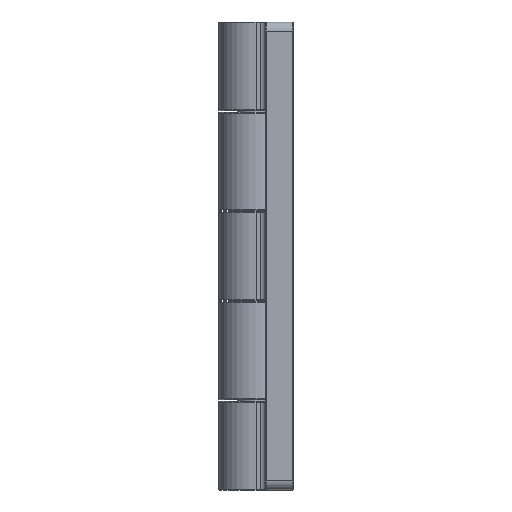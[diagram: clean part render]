
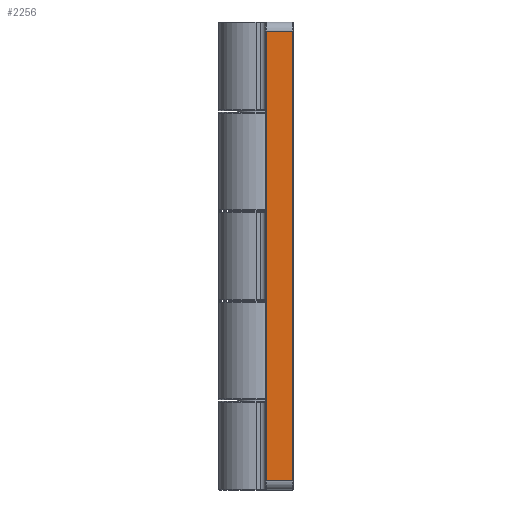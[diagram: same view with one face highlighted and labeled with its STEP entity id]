
A CAD part, left-side view. The second image highlights one B-rep face of the part: STEP entity #2256.
In plain terms, the highlighted planar face has unit normal (-1, 0, 0).
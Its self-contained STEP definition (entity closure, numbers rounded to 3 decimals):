
#2136 = VERTEX_POINT ( 'NONE', #13074 ) ;
#2175 = EDGE_CURVE ( 'NONE', #2186, #2261, #13128, .T. ) ;
#2176 = ORIENTED_EDGE ( 'NONE', *, *, #2175, .T. ) ;
#2177 = EDGE_CURVE ( 'NONE', #2261, #2136, #13126, .T. ) ;
#2183 = ORIENTED_EDGE ( 'NONE', *, *, #2259, .T. ) ;
#2186 = VERTEX_POINT ( 'NONE', #13181 ) ;
#2188 = VERTEX_POINT ( 'NONE', #13182 ) ;
#2190 = EDGE_LOOP ( 'NONE', ( #2183, #2257, #2176, #2255 ) ) ;
#2255 = ORIENTED_EDGE ( 'NONE', *, *, #2177, .T. ) ;
#2256 = ADVANCED_FACE ( 'NONE', ( #13305 ), #13310, .F. ) ;
#2257 = ORIENTED_EDGE ( 'NONE', *, *, #2258, .T. ) ;
#2258 = EDGE_CURVE ( 'NONE', #2188, #2186, #13296, .T. ) ;
#2259 = EDGE_CURVE ( 'NONE', #2136, #2188, #13299, .T. ) ;
#2261 = VERTEX_POINT ( 'NONE', #13300 ) ;
#13074 = CARTESIAN_POINT ( 'NONE',  ( -50., 5.8, 2. ) ) ;
#13124 = DIRECTION ( 'NONE',  ( 0., 1., 0. ) ) ;
#13125 = VECTOR ( 'NONE', #13124, 1000. ) ;
#13126 = LINE ( 'NONE', #13188, #13187 ) ;
#13127 = CARTESIAN_POINT ( 'NONE',  ( -50., 6., 98. ) ) ;
#13128 = LINE ( 'NONE', #13127, #13125 ) ;
#13181 = CARTESIAN_POINT ( 'NONE',  ( -50., 0.2, 98. ) ) ;
#13182 = CARTESIAN_POINT ( 'NONE',  ( -50., 0.2, 2. ) ) ;
#13186 = DIRECTION ( 'NONE',  ( 0., 0., -1. ) ) ;
#13187 = VECTOR ( 'NONE', #13186, 1000. ) ;
#13188 = CARTESIAN_POINT ( 'NONE',  ( -50., 5.8, 100. ) ) ;
#13257 = CARTESIAN_POINT ( 'NONE',  ( -50., 0., 100. ) ) ;
#13287 = DIRECTION ( 'NONE',  ( 0., -1., 0. ) ) ;
#13288 = VECTOR ( 'NONE', #13287, 1000. ) ;
#13289 = CARTESIAN_POINT ( 'NONE',  ( -50., 0., 2. ) ) ;
#13291 = DIRECTION ( 'NONE',  ( 0., 0., 1. ) ) ;
#13292 = VECTOR ( 'NONE', #13291, 1000. ) ;
#13293 = CARTESIAN_POINT ( 'NONE',  ( -50., 0.2, 100. ) ) ;
#13294 = DIRECTION ( 'NONE',  ( 0., 0., -1. ) ) ;
#13295 = DIRECTION ( 'NONE',  ( 1., 0., 0. ) ) ;
#13296 = LINE ( 'NONE', #13293, #13292 ) ;
#13299 = LINE ( 'NONE', #13289, #13288 ) ;
#13300 = CARTESIAN_POINT ( 'NONE',  ( -50., 5.8, 98. ) ) ;
#13302 = AXIS2_PLACEMENT_3D ( 'NONE', #13257, #13295, #13294 ) ;
#13305 = FACE_OUTER_BOUND ( 'NONE', #2190, .T. ) ;
#13310 = PLANE ( 'NONE',  #13302 ) ;
